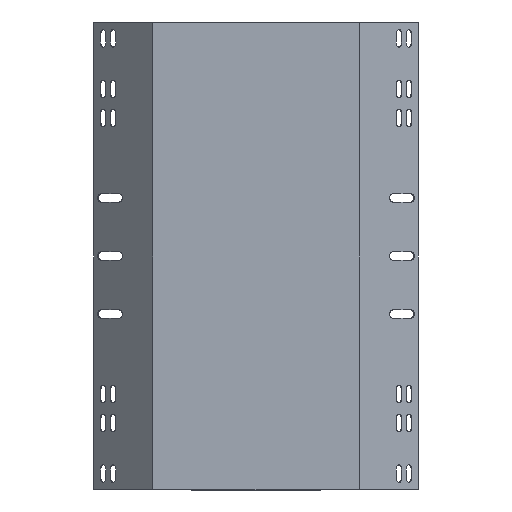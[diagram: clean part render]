
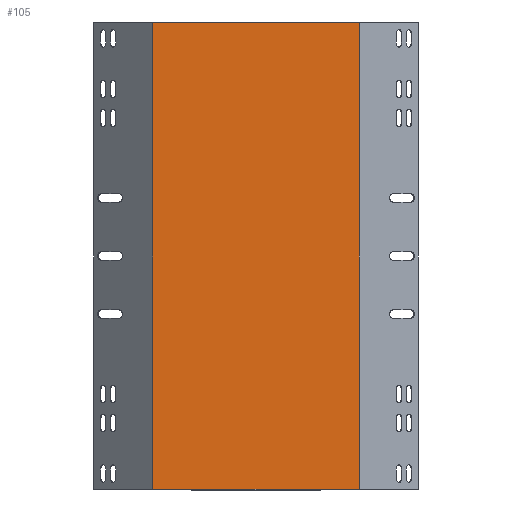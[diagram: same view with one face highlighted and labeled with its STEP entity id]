
A CAD part, front view. The second image highlights one B-rep face of the part: STEP entity #105.
In plain terms, the highlighted planar face has unit normal (0, -1, 0).
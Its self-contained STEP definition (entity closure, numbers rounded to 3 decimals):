
#45 = CARTESIAN_POINT ( 'NONE',  ( -110.949, -23.927, -225.612 ) ) ;
#105 = ADVANCED_FACE ( 'NONE', ( #5102 ), #6061, .F. ) ;
#305 = VERTEX_POINT ( 'NONE', #1920 ) ;
#541 = DIRECTION ( 'NONE',  ( 1., 0., 0. ) ) ;
#778 = AXIS2_PLACEMENT_3D ( 'NONE', #6047, #5914, #5885 ) ;
#938 = CARTESIAN_POINT ( 'NONE',  ( -110.949, -23.927, 175.8 ) ) ;
#980 = EDGE_CURVE ( 'NONE', #6531, #3397, #1794, .T. ) ;
#1022 = ORIENTED_EDGE ( 'NONE', *, *, #2912, .T. ) ;
#1054 = ORIENTED_EDGE ( 'NONE', *, *, #980, .T. ) ;
#1080 = ORIENTED_EDGE ( 'NONE', *, *, #4585, .F. ) ;
#1081 = CARTESIAN_POINT ( 'NONE',  ( -111.853, -23.927, 175.8 ) ) ;
#1115 = ORIENTED_EDGE ( 'NONE', *, *, #2614, .F. ) ;
#1774 = VECTOR ( 'NONE', #5604, 1000. ) ;
#1794 = LINE ( 'NONE', #5768, #1774 ) ;
#1877 = VERTEX_POINT ( 'NONE', #938 ) ;
#1920 = CARTESIAN_POINT ( 'NONE',  ( -110.949, -23.927, -225.8 ) ) ;
#1998 = VECTOR ( 'NONE', #541, 1000. ) ;
#2007 = LINE ( 'NONE', #1081, #1998 ) ;
#2614 = EDGE_CURVE ( 'NONE', #305, #1877, #5856, .T. ) ;
#2912 = EDGE_CURVE ( 'NONE', #305, #6531, #5364, .T. ) ;
#3397 = VERTEX_POINT ( 'NONE', #4373 ) ;
#4373 = CARTESIAN_POINT ( 'NONE',  ( 66.713, -23.927, 175.8 ) ) ;
#4585 = EDGE_CURVE ( 'NONE', #1877, #3397, #2007, .T. ) ;
#5102 = FACE_OUTER_BOUND ( 'NONE', #6638, .T. ) ;
#5327 = VECTOR ( 'NONE', #7148, 1000. ) ;
#5364 = LINE ( 'NONE', #7205, #5327 ) ;
#5604 = DIRECTION ( 'NONE',  ( 0., 0., 1. ) ) ;
#5768 = CARTESIAN_POINT ( 'NONE',  ( 66.713, -23.927, -225.612 ) ) ;
#5838 = VECTOR ( 'NONE', #9132, 1000. ) ;
#5856 = LINE ( 'NONE', #45, #5838 ) ;
#5885 = DIRECTION ( 'NONE',  ( 0., 0., 1. ) ) ;
#5914 = DIRECTION ( 'NONE',  ( 0., 1., 0. ) ) ;
#6047 = CARTESIAN_POINT ( 'NONE',  ( -110.618, -23.927, 175. ) ) ;
#6061 = PLANE ( 'NONE',  #778 ) ;
#6531 = VERTEX_POINT ( 'NONE', #8349 ) ;
#6638 = EDGE_LOOP ( 'NONE', ( #1022, #1054, #1080, #1115 ) ) ;
#7148 = DIRECTION ( 'NONE',  ( 1., 0., 0. ) ) ;
#7205 = CARTESIAN_POINT ( 'NONE',  ( -111.853, -23.927, -225.8 ) ) ;
#8349 = CARTESIAN_POINT ( 'NONE',  ( 66.713, -23.927, -225.8 ) ) ;
#9132 = DIRECTION ( 'NONE',  ( 0., 0., 1. ) ) ;
